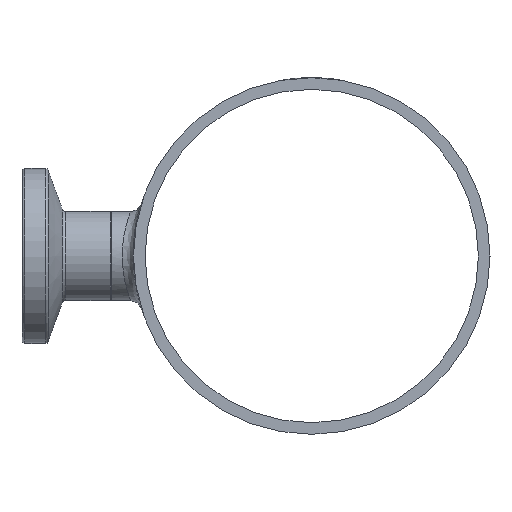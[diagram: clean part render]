
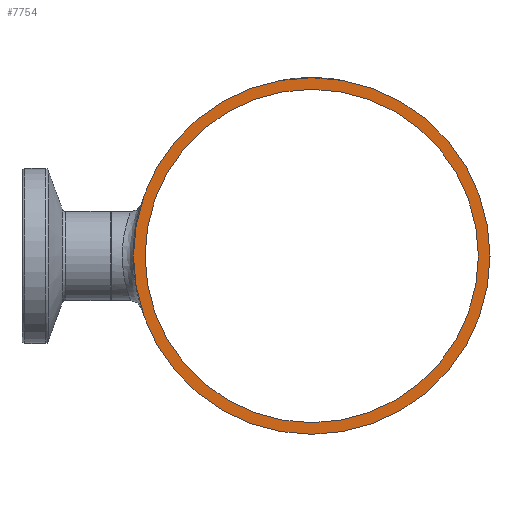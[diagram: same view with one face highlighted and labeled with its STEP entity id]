
A CAD part, left-side view. The second image highlights one B-rep face of the part: STEP entity #7754.
In plain terms, the highlighted planar face has unit normal (-1, 0, 0).
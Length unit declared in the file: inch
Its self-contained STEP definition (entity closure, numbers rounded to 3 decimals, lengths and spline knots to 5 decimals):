
#151=FACE_BOUND('',#1431,.T.);
#152=FACE_BOUND('',#1432,.T.);
#348=PLANE('',#8196);
#1431=EDGE_LOOP('',(#7202));
#1432=EDGE_LOOP('',(#7203));
#2639=CIRCLE('',#8172,1.);
#2646=CIRCLE('',#8193,0.935);
#3794=VERTEX_POINT('',#17035);
#3803=VERTEX_POINT('',#17224);
#4931=EDGE_CURVE('',#3794,#3794,#2639,.T.);
#4941=EDGE_CURVE('',#3803,#3803,#2646,.T.);
#7202=ORIENTED_EDGE('',*,*,#4941,.T.);
#7203=ORIENTED_EDGE('',*,*,#4931,.T.);
#7754=ADVANCED_FACE('',(#151,#152),#348,.F.);
#8172=AXIS2_PLACEMENT_3D('',#17036,#9557,#9558);
#8193=AXIS2_PLACEMENT_3D('',#17225,#9599,#9600);
#8196=AXIS2_PLACEMENT_3D('',#17229,#9605,#9606);
#9557=DIRECTION('center_axis',(-1.,0.,0.));
#9558=DIRECTION('ref_axis',(0.,-1.,0.));
#9599=DIRECTION('center_axis',(1.,0.,0.));
#9600=DIRECTION('ref_axis',(0.,0.,1.));
#9605=DIRECTION('center_axis',(1.,0.,0.));
#9606=DIRECTION('ref_axis',(0.,0.,-1.));
#17035=CARTESIAN_POINT('',(-2.875,1.,0.));
#17036=CARTESIAN_POINT('Origin',(-2.875,0.,0.));
#17224=CARTESIAN_POINT('',(-2.875,0.,-0.935));
#17225=CARTESIAN_POINT('Origin',(-2.875,0.,0.));
#17229=CARTESIAN_POINT('Origin',(-2.875,0.,0.));
